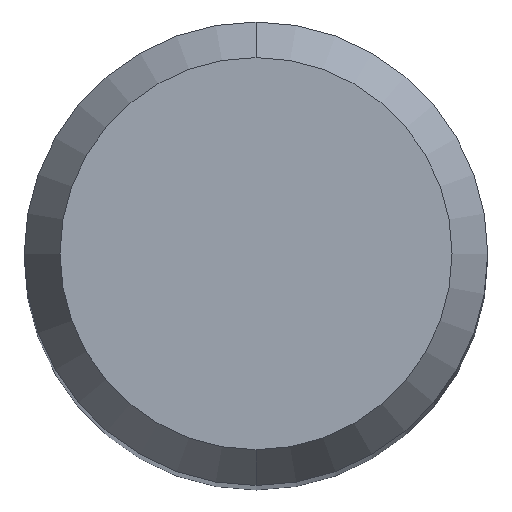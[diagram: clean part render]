
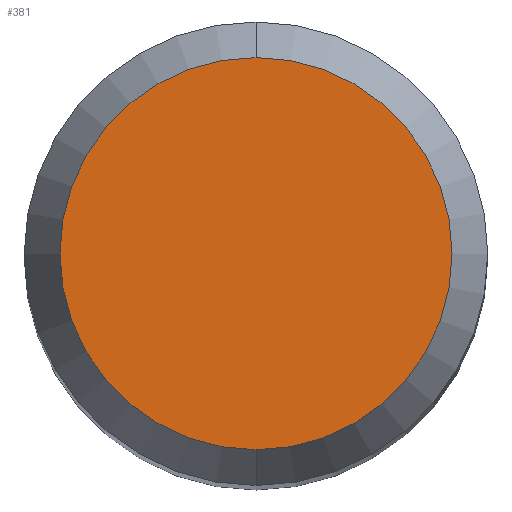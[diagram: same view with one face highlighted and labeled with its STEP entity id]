
A CAD part, top view. The second image highlights one B-rep face of the part: STEP entity #381.
In plain terms, the highlighted planar face has unit normal (0, 0, 1).
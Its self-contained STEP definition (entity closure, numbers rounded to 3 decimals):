
#199=VERTEX_POINT('',#493);
#381=ADVANCED_FACE('',(#692),#693,.T.);
#385=EDGE_CURVE('',#199,#439,#697,.T.);
#417=EDGE_CURVE('',#439,#199,#735,.T.);
#439=VERTEX_POINT('',#758);
#493=CARTESIAN_POINT('',(0.,-2.538,0.0));
#692=FACE_OUTER_BOUND('',#1216,.T.);
#693=PLANE('',#1217);
#697=CIRCLE('',#1249,2.538);
#735=CIRCLE('',#1339,2.538);
#758=CARTESIAN_POINT('',(0.0,2.538,0.0));
#1216=EDGE_LOOP('',(#1617,#1618));
#1217=AXIS2_PLACEMENT_3D('',#1619,#1620,#1621);
#1249=AXIS2_PLACEMENT_3D('',#1622,#1623,#1624);
#1339=AXIS2_PLACEMENT_3D('',#1687,#1688,#1689);
#1617=ORIENTED_EDGE('',*,*,#417,.F.);
#1618=ORIENTED_EDGE('',*,*,#385,.F.);
#1619=CARTESIAN_POINT('',(0.0,1.269,0.0));
#1620=DIRECTION('',(-0.0,0.0,1.0));
#1621=DIRECTION('',(0.0,-1.0,0.0));
#1622=CARTESIAN_POINT('',(0.0,0.0,0.0));
#1623=DIRECTION('',(0.0,0.0,-1.0));
#1624=DIRECTION('',(0.0,1.0,0.0));
#1687=CARTESIAN_POINT('',(0.0,0.0,0.0));
#1688=DIRECTION('',(0.0,0.0,-1.0));
#1689=DIRECTION('',(0.0,1.0,0.0));
